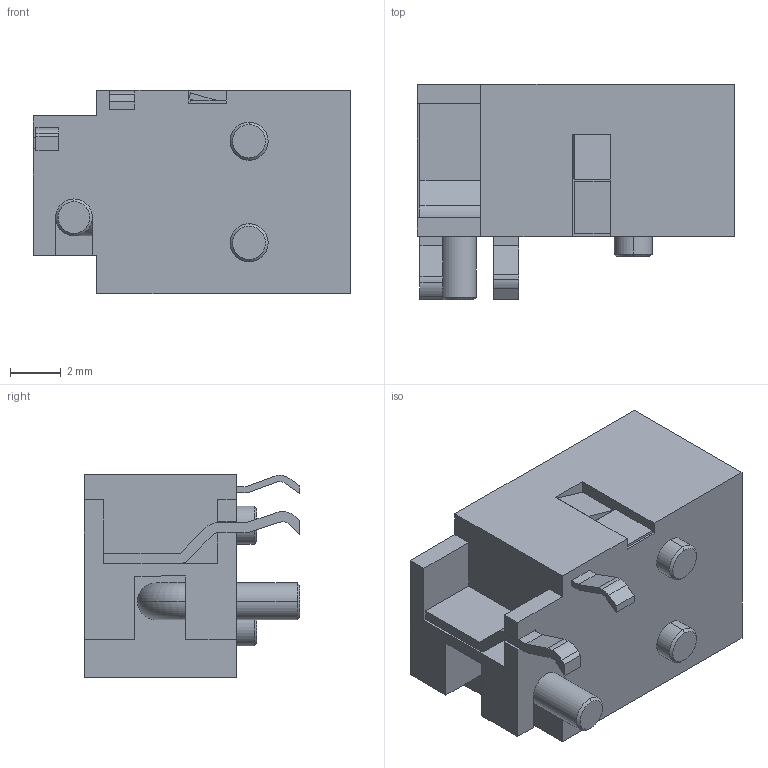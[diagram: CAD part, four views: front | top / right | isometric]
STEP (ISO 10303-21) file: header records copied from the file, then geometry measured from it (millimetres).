
FILE_DESCRIPTION (( 'STEP AP214' ), '1' );
FILE_NAME ('CUI_DEVICES_PJ-016.step', '2019-10-20T23:17:35', ( '' ), ( '' ), 'SwSTEP 2.0', 'SolidWorks 2019', '' );
FILE_SCHEMA (( 'AUTOMOTIVE_DESIGN' ));
Length unit declared in the file: inch
Products named in the file (1): CUI_DEVICES_PJ-016
Bounding box: 12.5 x 8.5 x 8 mm (x, y, z)
Volume: 454.4 mm3; surface area: 628.2 mm2
Topology: 1 solids, 1 shells, 96 faces, 253 edges, 163 vertices
Faces by surface type: plane 65, cylinder 21, cone 8, torus 2
Entity records: 4183 total; most frequent: CARTESIAN_POINT 537, ORIENTED_EDGE 506, DIRECTION 500, EDGE_CURVE 253, VECTOR 196, LINE 196, VERTEX_POINT 163, AXIS2_PLACEMENT_3D 152
